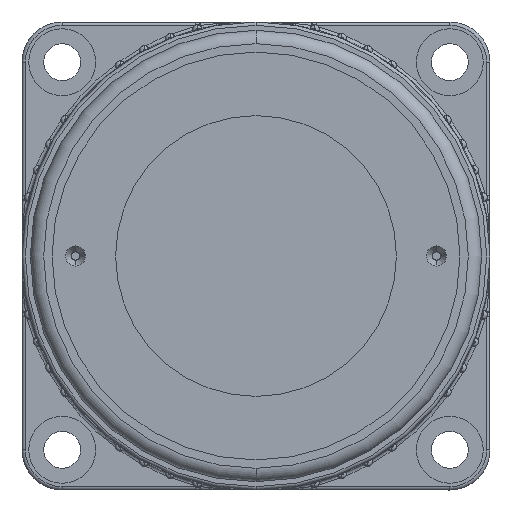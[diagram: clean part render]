
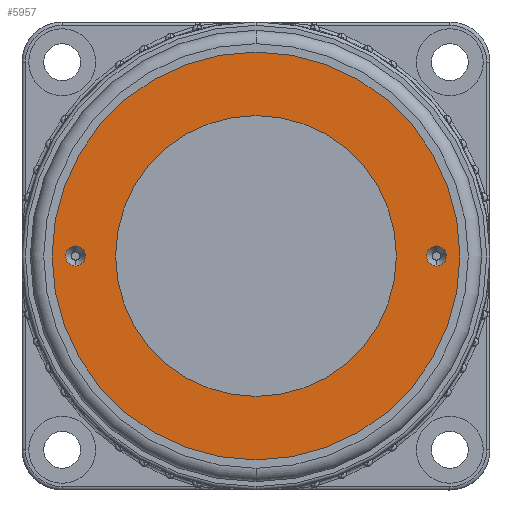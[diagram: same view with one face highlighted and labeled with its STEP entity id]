
A CAD part, left-side view. The second image highlights one B-rep face of the part: STEP entity #5957.
In plain terms, the highlighted planar face has unit normal (-1, 0, 0).
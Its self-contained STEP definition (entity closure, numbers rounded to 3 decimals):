
#519 = EDGE_CURVE ( 'NONE', #1374, #8788, #1942, .T. ) ;
#1350 = CARTESIAN_POINT ( 'NONE',  ( -72.3, 27., -1.5 ) ) ;
#1374 = VERTEX_POINT ( 'NONE', #6029 ) ;
#1381 = CARTESIAN_POINT ( 'NONE',  ( -72.3, -27., 0. ) ) ;
#1463 = EDGE_LOOP ( 'NONE', ( #12996, #13456 ) ) ;
#1498 = DIRECTION ( 'NONE',  ( -1., 0., 0. ) ) ;
#1684 = EDGE_CURVE ( 'NONE', #8788, #1374, #5807, .T. ) ;
#1686 = FACE_BOUND ( 'NONE', #9163, .T. ) ;
#1942 = CIRCLE ( 'NONE', #7360, 30.5 ) ;
#1964 = CIRCLE ( 'NONE', #4209, 1.5 ) ;
#1972 = EDGE_LOOP ( 'NONE', ( #4959, #12020 ) ) ;
#2136 = VERTEX_POINT ( 'NONE', #13488 ) ;
#2469 = DIRECTION ( 'NONE',  ( 0., 0., 1. ) ) ;
#2675 = DIRECTION ( 'NONE',  ( 0., 0., 1. ) ) ;
#2712 = CARTESIAN_POINT ( 'NONE',  ( -72.3, 0., 0. ) ) ;
#2739 = VERTEX_POINT ( 'NONE', #4983 ) ;
#2759 = DIRECTION ( 'NONE',  ( -1., 0., 0. ) ) ;
#2887 = DIRECTION ( 'NONE',  ( 0., 0., 1. ) ) ;
#2957 = DIRECTION ( 'NONE',  ( -1., 0., 0. ) ) ;
#3028 = CARTESIAN_POINT ( 'NONE',  ( -72.3, 27., 0. ) ) ;
#3162 = DIRECTION ( 'NONE',  ( 0., 0., 1. ) ) ;
#3172 = DIRECTION ( 'NONE',  ( -1., 0., 0. ) ) ;
#3441 = AXIS2_PLACEMENT_3D ( 'NONE', #6017, #5972, #5879 ) ;
#3610 = VERTEX_POINT ( 'NONE', #1350 ) ;
#3771 = EDGE_LOOP ( 'NONE', ( #8828, #3955 ) ) ;
#3880 = FACE_OUTER_BOUND ( 'NONE', #1972, .T. ) ;
#3950 = EDGE_CURVE ( 'NONE', #3610, #11435, #10038, .T. ) ;
#3955 = ORIENTED_EDGE ( 'NONE', *, *, #3950, .F. ) ;
#3957 = CIRCLE ( 'NONE', #4384, 21. ) ;
#4209 = AXIS2_PLACEMENT_3D ( 'NONE', #9693, #3172, #10769 ) ;
#4347 = EDGE_CURVE ( 'NONE', #11380, #8770, #12065, .T. ) ;
#4384 = AXIS2_PLACEMENT_3D ( 'NONE', #7989, #1498, #9106 ) ;
#4959 = ORIENTED_EDGE ( 'NONE', *, *, #1684, .T. ) ;
#4983 = CARTESIAN_POINT ( 'NONE',  ( -72.3, 0., -21. ) ) ;
#5143 = AXIS2_PLACEMENT_3D ( 'NONE', #1381, #8983, #2469 ) ;
#5328 = DIRECTION ( 'NONE',  ( -1., 0., 0. ) ) ;
#5807 = CIRCLE ( 'NONE', #10784, 30.5 ) ;
#5879 = DIRECTION ( 'NONE',  ( 0., 0., 1. ) ) ;
#5957 = ADVANCED_FACE ( 'NONE', ( #9675, #1686, #6741, #3880 ), #7456, .T. ) ;
#5972 = DIRECTION ( 'NONE',  ( -1., 0., 0. ) ) ;
#6017 = CARTESIAN_POINT ( 'NONE',  ( -72.3, -27., 0. ) ) ;
#6029 = CARTESIAN_POINT ( 'NONE',  ( -72.3, 0., -30.5 ) ) ;
#6097 = DIRECTION ( 'NONE',  ( -1., 0., 0. ) ) ;
#6295 = AXIS2_PLACEMENT_3D ( 'NONE', #11844, #5328, #12926 ) ;
#6373 = CARTESIAN_POINT ( 'NONE',  ( -72.3, 0., 0. ) ) ;
#6635 = AXIS2_PLACEMENT_3D ( 'NONE', #6373, #9684, #3162 ) ;
#6741 = FACE_BOUND ( 'NONE', #1463, .T. ) ;
#7146 = ORIENTED_EDGE ( 'NONE', *, *, #11179, .F. ) ;
#7151 = CIRCLE ( 'NONE', #5143, 1.5 ) ;
#7360 = AXIS2_PLACEMENT_3D ( 'NONE', #13695, #6097, #12624 ) ;
#7456 = PLANE ( 'NONE',  #6635 ) ;
#7989 = CARTESIAN_POINT ( 'NONE',  ( -72.3, 0., 0. ) ) ;
#8359 = CARTESIAN_POINT ( 'NONE',  ( -72.3, 27., 1.5 ) ) ;
#8770 = VERTEX_POINT ( 'NONE', #13850 ) ;
#8788 = VERTEX_POINT ( 'NONE', #11773 ) ;
#8821 = EDGE_CURVE ( 'NONE', #11435, #3610, #1964, .T. ) ;
#8828 = ORIENTED_EDGE ( 'NONE', *, *, #8821, .F. ) ;
#8983 = DIRECTION ( 'NONE',  ( -1., 0., 0. ) ) ;
#9099 = AXIS2_PLACEMENT_3D ( 'NONE', #3028, #2957, #2887 ) ;
#9106 = DIRECTION ( 'NONE',  ( 0., 0., 1. ) ) ;
#9163 = EDGE_LOOP ( 'NONE', ( #10719, #7146 ) ) ;
#9675 = FACE_BOUND ( 'NONE', #3771, .T. ) ;
#9684 = DIRECTION ( 'NONE',  ( -1., 0., 0. ) ) ;
#9693 = CARTESIAN_POINT ( 'NONE',  ( -72.3, 27., 0. ) ) ;
#10038 = CIRCLE ( 'NONE', #9099, 1.5 ) ;
#10719 = ORIENTED_EDGE ( 'NONE', *, *, #4347, .F. ) ;
#10769 = DIRECTION ( 'NONE',  ( 0., 0., 1. ) ) ;
#10784 = AXIS2_PLACEMENT_3D ( 'NONE', #2712, #2759, #2675 ) ;
#11179 = EDGE_CURVE ( 'NONE', #8770, #11380, #7151, .T. ) ;
#11380 = VERTEX_POINT ( 'NONE', #13654 ) ;
#11435 = VERTEX_POINT ( 'NONE', #8359 ) ;
#11773 = CARTESIAN_POINT ( 'NONE',  ( -72.3, 0., 30.5 ) ) ;
#11844 = CARTESIAN_POINT ( 'NONE',  ( -72.3, 0., 0. ) ) ;
#12020 = ORIENTED_EDGE ( 'NONE', *, *, #519, .T. ) ;
#12065 = CIRCLE ( 'NONE', #3441, 1.5 ) ;
#12624 = DIRECTION ( 'NONE',  ( 0., 0., 1. ) ) ;
#12926 = DIRECTION ( 'NONE',  ( 0., 0., 1. ) ) ;
#12996 = ORIENTED_EDGE ( 'NONE', *, *, #13273, .F. ) ;
#13038 = EDGE_CURVE ( 'NONE', #2739, #2136, #3957, .T. ) ;
#13273 = EDGE_CURVE ( 'NONE', #2136, #2739, #13455, .T. ) ;
#13455 = CIRCLE ( 'NONE', #6295, 21. ) ;
#13456 = ORIENTED_EDGE ( 'NONE', *, *, #13038, .F. ) ;
#13488 = CARTESIAN_POINT ( 'NONE',  ( -72.3, 0., 21. ) ) ;
#13654 = CARTESIAN_POINT ( 'NONE',  ( -72.3, -27., 1.5 ) ) ;
#13695 = CARTESIAN_POINT ( 'NONE',  ( -72.3, 0., 0. ) ) ;
#13850 = CARTESIAN_POINT ( 'NONE',  ( -72.3, -27., -1.5 ) ) ;
